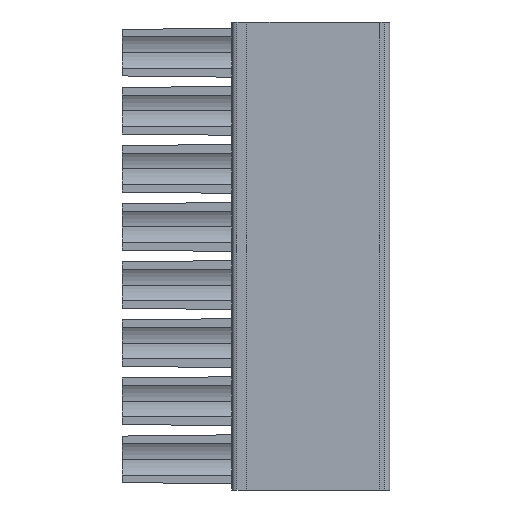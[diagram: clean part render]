
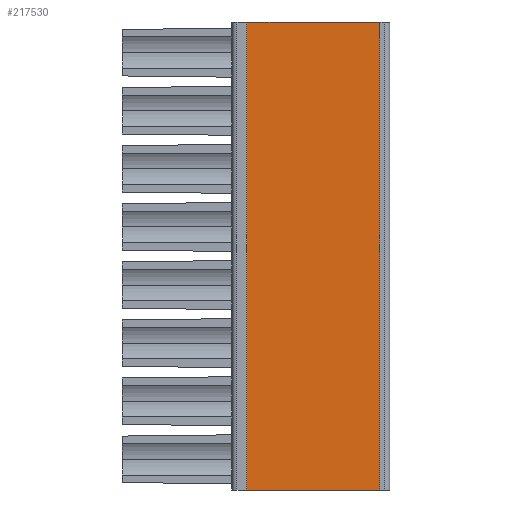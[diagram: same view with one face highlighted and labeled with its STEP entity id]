
A CAD part, front view. The second image highlights one B-rep face of the part: STEP entity #217530.
In plain terms, the highlighted planar face has unit normal (0, -1, 0).
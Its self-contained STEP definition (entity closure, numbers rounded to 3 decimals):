
#18560=CARTESIAN_POINT('',(50.611,29.382
   ,77.405));
#18570=VERTEX_POINT('',#18560);
#18600=CARTESIAN_POINT('',(47.956,29.382
   ,77.405));
#18610=DIRECTION('',(-1.,0.,
   0.));
#18620=VECTOR('',#18610,1.);
#18630=LINE('',#18600,#18620);
#18640=CARTESIAN_POINT('',(42.611,29.382
   ,77.405));
#18650=VERTEX_POINT('',#18640);
#18660=EDGE_CURVE('',#18570,#18650,#18630,.T.);
#208600=CARTESIAN_POINT('',(50.611,
   29.382,49.205));
#208610=VERTEX_POINT('',#208600);
#208640=CARTESIAN_POINT('',(50.611,
   29.382,54.555));
#208650=DIRECTION('',(0.,0.,
   1.));
#208660=VECTOR('',#208650,1.);
#208670=LINE('',#208640,#208660);
#208680=EDGE_CURVE('',#208610,#18570,#208670,.T.);
#213530=CARTESIAN_POINT('',(42.611,
   29.382,49.205));
#213540=VERTEX_POINT('',#213530);
#213570=CARTESIAN_POINT('',(47.956,
   29.382,49.205));
#213580=DIRECTION('',(-1.,0.,
   0.));
#213590=VECTOR('',#213580,1.);
#213600=LINE('',#213570,#213590);
#213610=EDGE_CURVE('',#208610,#213540,#213600,.T.);
#217240=CARTESIAN_POINT('',(42.611,
   29.382,54.555));
#217250=DIRECTION('',(0.,0.,
   1.));
#217260=VECTOR('',#217250,1.);
#217270=LINE('',#217240,#217260);
#217280=EDGE_CURVE('',#213540,#18650,#217270,.T.);
#217420=CARTESIAN_POINT('',(42.611,
   29.382,54.555));
#217430=DIRECTION('',(0.,-1.,
   0.));
#217440=DIRECTION('',(-1.,0.,
   0.));
#217450=AXIS2_PLACEMENT_3D('',#217420,#217430,#217440);
#217460=PLANE('',#217450);
#217470=ORIENTED_EDGE('',*,*,#18660,.T.);
#217480=ORIENTED_EDGE('',*,*,#208680,.T.);
#217490=ORIENTED_EDGE('',*,*,#213610,.F.);
#217500=ORIENTED_EDGE('',*,*,#217280,.F.);
#217510=EDGE_LOOP('',(#217500,#217490,#217480,#217470));
#217520=FACE_OUTER_BOUND('',#217510,.T.);
#217530=ADVANCED_FACE('',(#217520),#217460,.T.);
